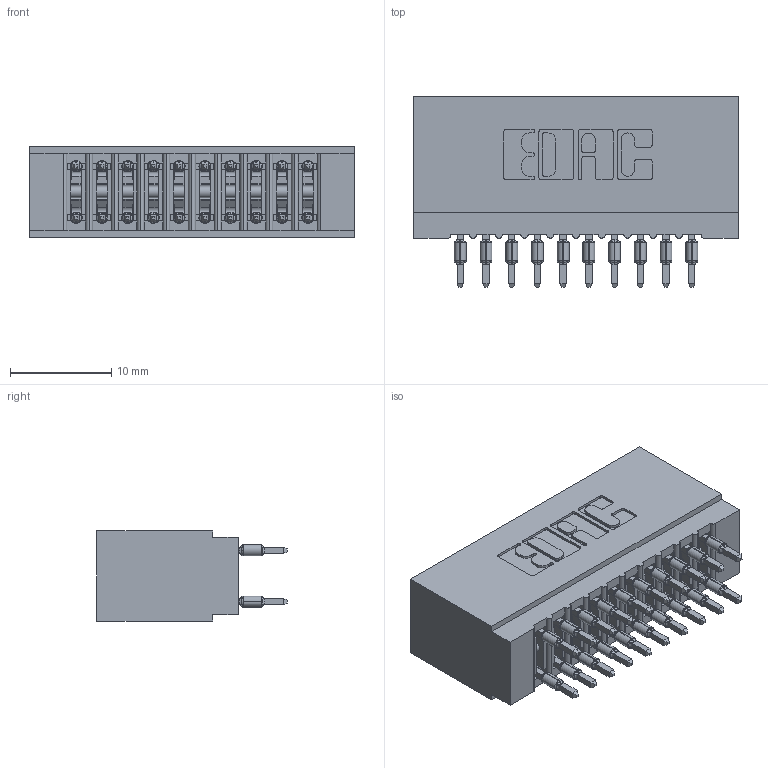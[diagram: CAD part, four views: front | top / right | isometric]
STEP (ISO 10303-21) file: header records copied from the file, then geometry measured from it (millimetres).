
FILE_DESCRIPTION (( 'STEP AP203' ), '1' );
FILE_NAME ('725-020-560-201.STEP', '2026-02-24T16:52:12', ( '' ), ( '' ), 'SwSTEP 2.0', 'SolidWorks 2023', '' );
FILE_SCHEMA (( 'CONFIG_CONTROL_DESIGN' ));
Length unit declared in the file: millimetre
Products named in the file (3): 745-292-001_560; 725 Part_Insulator Option - 01; 725-020-560-201
Assembly tree (21 placements, depth 2):
  725-020-560-201
    725 Part_Insulator Option - 01
    745-292-001_560  x20
Bounding box: 32 x 18.8 x 8.89 mm (x, y, z)
Volume: 2773.1 mm3; surface area: 5488 mm2
Topology: 21 solids, 21 shells, 2065 faces, 5644 edges, 3588 vertices
Faces by surface type: plane 1075, cylinder 470, bspline 400, torus 120
Entity records: 21491 total; most frequent: CARTESIAN_POINT 4241, ORIENTED_EDGE 3612, DIRECTION 3190, EDGE_CURVE 1806, LINE 1556, VECTOR 1556, VERTEX_POINT 1156, AXIS2_PLACEMENT_3D 817
